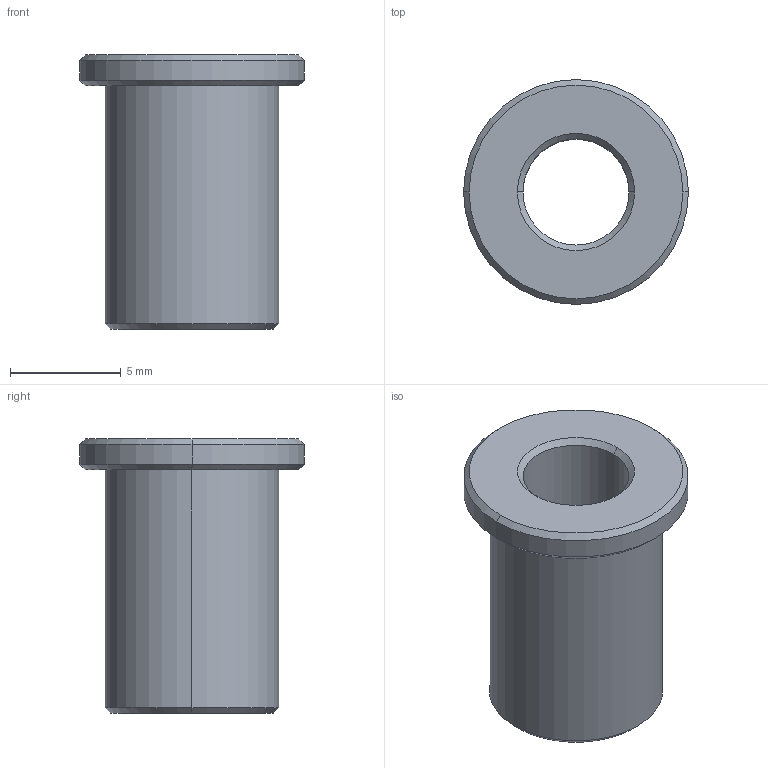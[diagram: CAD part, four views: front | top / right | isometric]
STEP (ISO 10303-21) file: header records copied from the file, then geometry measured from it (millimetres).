
FILE_DESCRIPTION (( 'STEP AP214' ), '1' );
FILE_NAME ('39091_TXM-Bronze Bushing.STEP', '2017-01-16T14:34:54', ( '' ), ( '' ), 'SwSTEP 2.0', 'SolidWorks 2016', '' );
FILE_SCHEMA (( 'AUTOMOTIVE_DESIGN' ));
Length unit declared in the file: millimetre
Products named in the file (2): 39091_TXM-Bronze Bushing
Bounding box: 10.17 x 10.17 x 12.4 mm (x, y, z)
Volume: 418 mm3; surface area: 611.7 mm2
Topology: 1 solids, 1 shells, 19 faces, 38 edges, 22 vertices
Faces by surface type: cone 10, cylinder 6, plane 3
Entity records: 547 total; most frequent: DIRECTION 102, CARTESIAN_POINT 81, ORIENTED_EDGE 76, AXIS2_PLACEMENT_3D 43, EDGE_CURVE 38, CIRCLE 22, VERTEX_POINT 22, EDGE_LOOP 22
